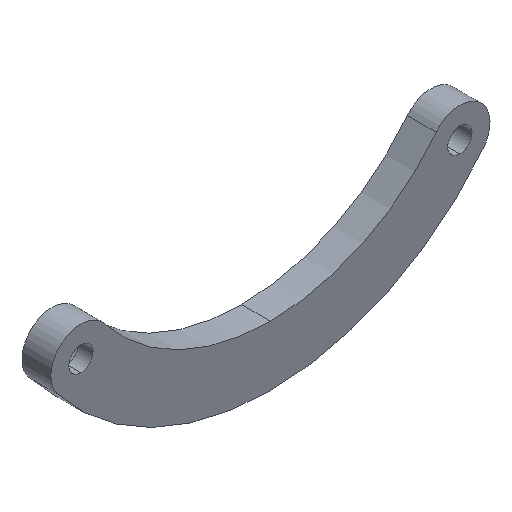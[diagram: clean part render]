
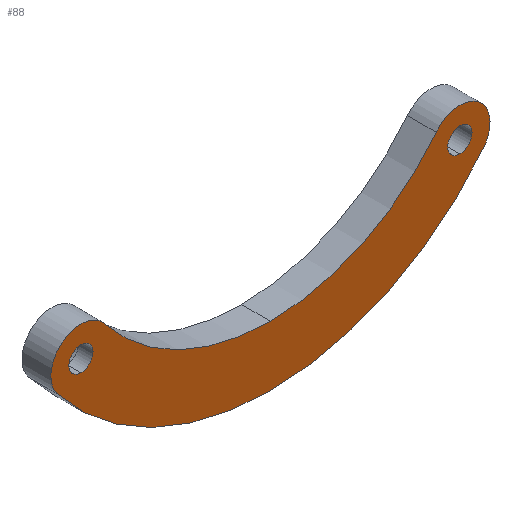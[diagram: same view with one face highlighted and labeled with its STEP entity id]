
A CAD part, isometric view. The second image highlights one B-rep face of the part: STEP entity #88.
In plain terms, the highlighted planar face has unit normal (0, -1, 0).
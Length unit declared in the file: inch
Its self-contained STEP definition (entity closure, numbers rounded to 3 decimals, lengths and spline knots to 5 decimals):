
#4 = AXIS2_PLACEMENT_3D ( 'NONE', #205, #208, #396 ) ;
#5 = ORIENTED_EDGE ( 'NONE', *, *, #172, .F. ) ;
#10 = ORIENTED_EDGE ( 'NONE', *, *, #364, .F. ) ;
#12 = EDGE_LOOP ( 'NONE', ( #424, #10, #319, #43, #5, #466 ) ) ;
#15 = CARTESIAN_POINT ( 'NONE',  ( 0.98425, 0., 0.77055 ) ) ;
#21 = CARTESIAN_POINT ( 'NONE',  ( 1.47638, 0., 0.38528 ) ) ;
#22 = DIRECTION ( 'NONE',  ( 0., 1., 0. ) ) ;
#27 = AXIS2_PLACEMENT_3D ( 'NONE', #15, #232, #257 ) ;
#34 = CARTESIAN_POINT ( 'NONE',  ( 0.98425, 0., 0.77055 ) ) ;
#36 = VERTEX_POINT ( 'NONE', #486 ) ;
#40 = VERTEX_POINT ( 'NONE', #283 ) ;
#42 = CARTESIAN_POINT ( 'NONE',  ( 0., 0., 0. ) ) ;
#43 = ORIENTED_EDGE ( 'NONE', *, *, #238, .F. ) ;
#44 = EDGE_CURVE ( 'NONE', #225, #471, #270, .T. ) ;
#45 = CIRCLE ( 'NONE', #27, 1.40625 ) ;
#50 = EDGE_CURVE ( 'NONE', #188, #36, #54, .T. ) ;
#54 = CIRCLE ( 'NONE', #245, 0.15625 ) ;
#55 = DIRECTION ( 'NONE',  ( 0., 1., 0. ) ) ;
#58 = PLANE ( 'NONE',  #94 ) ;
#61 = CARTESIAN_POINT ( 'NONE',  ( 1.9685, 0., 0. ) ) ;
#68 = CIRCLE ( 'NONE', #494, 0.06299 ) ;
#81 = DIRECTION ( 'NONE',  ( 0., 1., 0. ) ) ;
#88 = ADVANCED_FACE ( 'NONE', ( #175, #249, #403 ), #58, .F. ) ;
#89 = DIRECTION ( 'NONE',  ( 0., 0., 1. ) ) ;
#94 = AXIS2_PLACEMENT_3D ( 'NONE', #21, #22, #141 ) ;
#114 = DIRECTION ( 'NONE',  ( 0., -1., 0. ) ) ;
#116 = CARTESIAN_POINT ( 'NONE',  ( 0., 0., -0.06299 ) ) ;
#121 = ORIENTED_EDGE ( 'NONE', *, *, #476, .T. ) ;
#127 = EDGE_CURVE ( 'NONE', #159, #354, #482, .T. ) ;
#128 = CIRCLE ( 'NONE', #4, 0.06299 ) ;
#141 = DIRECTION ( 'NONE',  ( 0., 0., 1. ) ) ;
#159 = VERTEX_POINT ( 'NONE', #228 ) ;
#168 = CIRCLE ( 'NONE', #445, 0.06299 ) ;
#172 = EDGE_CURVE ( 'NONE', #303, #237, #393, .T. ) ;
#174 = DIRECTION ( 'NONE',  ( 0., 0., 1. ) ) ;
#175 = FACE_OUTER_BOUND ( 'NONE', #12, .T. ) ;
#176 = AXIS2_PLACEMENT_3D ( 'NONE', #368, #179, #174 ) ;
#179 = DIRECTION ( 'NONE',  ( 0., 1., 0. ) ) ;
#188 = VERTEX_POINT ( 'NONE', #220 ) ;
#192 = DIRECTION ( 'NONE',  ( 0., 1., 0. ) ) ;
#202 = EDGE_LOOP ( 'NONE', ( #450, #469 ) ) ;
#205 = CARTESIAN_POINT ( 'NONE',  ( 1.9685, 0., 0. ) ) ;
#208 = DIRECTION ( 'NONE',  ( 0., 1., 0. ) ) ;
#218 = CARTESIAN_POINT ( 'NONE',  ( -0.12303, 0., -0.09632 ) ) ;
#220 = CARTESIAN_POINT ( 'NONE',  ( 1.84547, 0., 0.09632 ) ) ;
#225 = VERTEX_POINT ( 'NONE', #404 ) ;
#228 = CARTESIAN_POINT ( 'NONE',  ( 0., 0., 0.06299 ) ) ;
#232 = DIRECTION ( 'NONE',  ( 0., 1., 0. ) ) ;
#237 = VERTEX_POINT ( 'NONE', #218 ) ;
#238 = EDGE_CURVE ( 'NONE', #237, #225, #239, .T. ) ;
#239 = CIRCLE ( 'NONE', #176, 0.15625 ) ;
#245 = AXIS2_PLACEMENT_3D ( 'NONE', #61, #55, #485 ) ;
#249 = FACE_BOUND ( 'NONE', #202, .T. ) ;
#257 = DIRECTION ( 'NONE',  ( 0., 0., 1. ) ) ;
#260 = AXIS2_PLACEMENT_3D ( 'NONE', #34, #192, #341 ) ;
#262 = AXIS2_PLACEMENT_3D ( 'NONE', #332, #338, #447 ) ;
#267 = DIRECTION ( 'NONE',  ( 0., 1., 0. ) ) ;
#268 = CARTESIAN_POINT ( 'NONE',  ( 0.98425, 0., -0.6357 ) ) ;
#270 = CIRCLE ( 'NONE', #317, 1.09375 ) ;
#281 = CARTESIAN_POINT ( 'NONE',  ( 0.98425, 0., 0.77055 ) ) ;
#283 = CARTESIAN_POINT ( 'NONE',  ( 1.9685, 0., -0.06299 ) ) ;
#291 = EDGE_CURVE ( 'NONE', #36, #303, #45, .T. ) ;
#303 = VERTEX_POINT ( 'NONE', #268 ) ;
#309 = CARTESIAN_POINT ( 'NONE',  ( 1.9685, 0., 0.06299 ) ) ;
#317 = AXIS2_PLACEMENT_3D ( 'NONE', #281, #329, #477 ) ;
#319 = ORIENTED_EDGE ( 'NONE', *, *, #44, .F. ) ;
#329 = DIRECTION ( 'NONE',  ( 0., -1., 0. ) ) ;
#332 = CARTESIAN_POINT ( 'NONE',  ( 0., 0., 0. ) ) ;
#338 = DIRECTION ( 'NONE',  ( 0., 1., 0. ) ) ;
#341 = DIRECTION ( 'NONE',  ( 0., 0., 1. ) ) ;
#354 = VERTEX_POINT ( 'NONE', #116 ) ;
#364 = EDGE_CURVE ( 'NONE', #471, #188, #434, .T. ) ;
#368 = CARTESIAN_POINT ( 'NONE',  ( 0., 0., 0. ) ) ;
#374 = DIRECTION ( 'NONE',  ( 0., 0., 1. ) ) ;
#378 = EDGE_CURVE ( 'NONE', #428, #40, #68, .T. ) ;
#393 = CIRCLE ( 'NONE', #260, 1.40625 ) ;
#396 = DIRECTION ( 'NONE',  ( 0., 0., 1. ) ) ;
#398 = AXIS2_PLACEMENT_3D ( 'NONE', #492, #114, #374 ) ;
#403 = FACE_BOUND ( 'NONE', #458, .T. ) ;
#404 = CARTESIAN_POINT ( 'NONE',  ( 0.12303, 0., 0.09632 ) ) ;
#421 = DIRECTION ( 'NONE',  ( 0., 0., 1. ) ) ;
#424 = ORIENTED_EDGE ( 'NONE', *, *, #50, .F. ) ;
#428 = VERTEX_POINT ( 'NONE', #309 ) ;
#432 = CARTESIAN_POINT ( 'NONE',  ( 0.98425, 0., -0.3232 ) ) ;
#434 = CIRCLE ( 'NONE', #398, 1.09375 ) ;
#436 = ORIENTED_EDGE ( 'NONE', *, *, #127, .T. ) ;
#445 = AXIS2_PLACEMENT_3D ( 'NONE', #42, #81, #89 ) ;
#447 = DIRECTION ( 'NONE',  ( 0., 0., 1. ) ) ;
#450 = ORIENTED_EDGE ( 'NONE', *, *, #459, .T. ) ;
#458 = EDGE_LOOP ( 'NONE', ( #121, #436 ) ) ;
#459 = EDGE_CURVE ( 'NONE', #40, #428, #128, .T. ) ;
#466 = ORIENTED_EDGE ( 'NONE', *, *, #291, .F. ) ;
#469 = ORIENTED_EDGE ( 'NONE', *, *, #378, .T. ) ;
#471 = VERTEX_POINT ( 'NONE', #432 ) ;
#476 = EDGE_CURVE ( 'NONE', #354, #159, #168, .T. ) ;
#477 = DIRECTION ( 'NONE',  ( 0., 0., 1. ) ) ;
#482 = CIRCLE ( 'NONE', #262, 0.06299 ) ;
#485 = DIRECTION ( 'NONE',  ( 0., 0., 1. ) ) ;
#486 = CARTESIAN_POINT ( 'NONE',  ( 2.09154, 0., -0.09632 ) ) ;
#492 = CARTESIAN_POINT ( 'NONE',  ( 0.98425, 0., 0.77055 ) ) ;
#494 = AXIS2_PLACEMENT_3D ( 'NONE', #496, #267, #421 ) ;
#496 = CARTESIAN_POINT ( 'NONE',  ( 1.9685, 0., 0. ) ) ;
